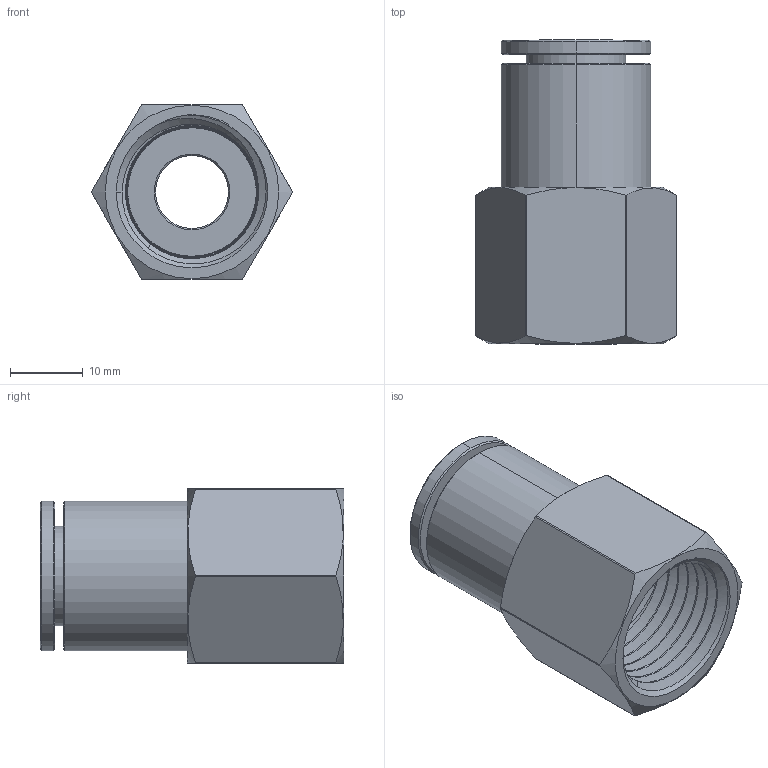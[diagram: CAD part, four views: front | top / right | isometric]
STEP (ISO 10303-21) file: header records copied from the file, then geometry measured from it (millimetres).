
FILE_DESCRIPTION (( 'STEP AP203' ), '1' );
FILE_NAME ('FCS12R1-2W.step', '2016-12-28T21:36:13', ( '' ), ( '' ), 'SwSTEP 2.0', 'SolidWorks 2016', '' );
FILE_SCHEMA (( 'CONFIG_CONTROL_DESIGN' ));
Length unit declared in the file: millimetre
Products named in the file (1): FCS12R1-2W
Bounding box: 27.65 x 41.71 x 24 mm (x, y, z)
Volume: 9207.7 mm3; surface area: 9686.2 mm2
Topology: 5 solids, 5 shells, 438 faces, 1229 edges, 805 vertices
Faces by surface type: plane 151, cone 145, bspline 78, cylinder 64
Entity records: 21485 total; most frequent: CARTESIAN_POINT 11260, ORIENTED_EDGE 2458, DIRECTION 1699, EDGE_CURVE 1229, VERTEX_POINT 805, AXIS2_PLACEMENT_3D 693, B_SPLINE_CURVE_WITH_KNOTS 584, EDGE_LOOP 452
